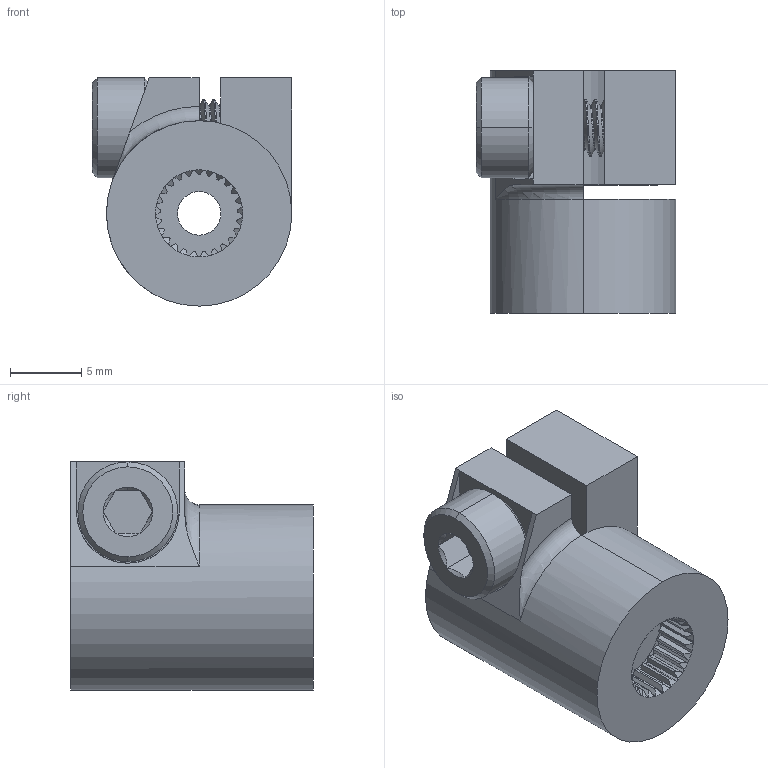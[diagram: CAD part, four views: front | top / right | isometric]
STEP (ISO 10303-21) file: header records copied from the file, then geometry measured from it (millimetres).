
FILE_DESCRIPTION (( 'STEP AP203' ), '1' );
FILE_NAME ('4001-0025-0250 assembly.STEP', '2022-01-31T20:16:06', ( '' ), ( '' ), 'SwSTEP 2.0', 'SolidWorks 2016', '' );
FILE_SCHEMA (( 'CONFIG_CONTROL_DESIGN' ));
Length unit declared in the file: millimetre
Products named in the file (3): 2800-0004-0010_90128A207; 4001-0025-0250; 4001-0025-0250 assembly
Assembly tree (2 placements, depth 2):
  4001-0025-0250 assembly
    4001-0025-0250
    2800-0004-0010_90128A207
Bounding box: 14 x 17 x 16 mm (x, y, z)
Volume: 2069 mm3; surface area: 2088.9 mm2
Topology: 2 solids, 2 shells, 281 faces, 741 edges, 468 vertices
Faces by surface type: cylinder 155, plane 78, cone 43, bspline 4, torus 1
Entity records: 12908 total; most frequent: CARTESIAN_POINT 6182, ORIENTED_EDGE 1482, DIRECTION 1251, EDGE_CURVE 741, AXIS2_PLACEMENT_3D 472, VERTEX_POINT 468, VECTOR 307, LINE 307
